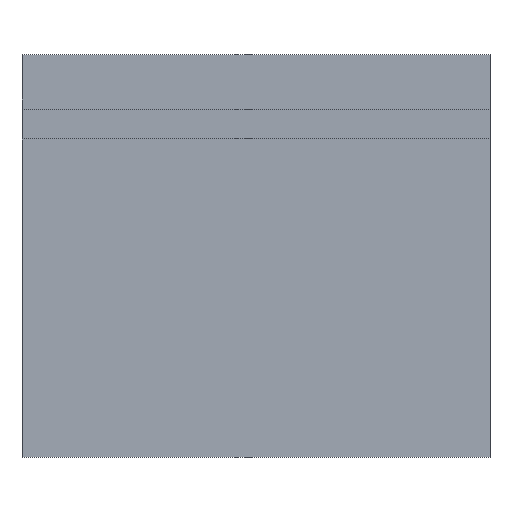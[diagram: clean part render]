
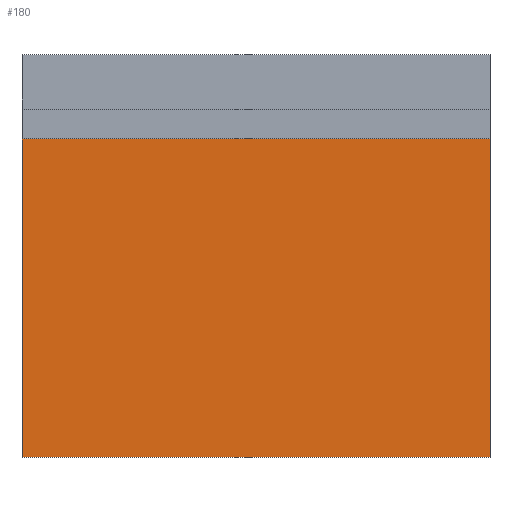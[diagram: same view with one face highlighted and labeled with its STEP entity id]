
A CAD part, left-side view. The second image highlights one B-rep face of the part: STEP entity #180.
In plain terms, the highlighted planar face has unit normal (-1, 0, 0).
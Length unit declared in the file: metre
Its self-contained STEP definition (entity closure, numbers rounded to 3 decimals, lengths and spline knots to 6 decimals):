
#20=ORIENTED_EDGE('',*,*,#68,.T.);
#21=ORIENTED_EDGE('',*,*,#69,.T.);
#22=ORIENTED_EDGE('',*,*,#70,.F.);
#23=ORIENTED_EDGE('',*,*,#66,.F.);
#66=EDGE_CURVE('',#90,#91,#106,.T.);
#68=EDGE_CURVE('',#90,#92,#108,.T.);
#69=EDGE_CURVE('',#92,#93,#109,.T.);
#70=EDGE_CURVE('',#91,#93,#110,.T.);
#90=VERTEX_POINT('',#272);
#91=VERTEX_POINT('',#274);
#92=VERTEX_POINT('',#278);
#93=VERTEX_POINT('',#280);
#106=LINE('',#273,#130);
#108=LINE('',#277,#132);
#109=LINE('',#279,#133);
#110=LINE('',#281,#134);
#130=VECTOR('',#223,1.);
#132=VECTOR('',#227,1.);
#133=VECTOR('',#228,1.);
#134=VECTOR('',#229,1.);
#150=EDGE_LOOP('',(#20,#21,#22,#23));
#160=FACE_BOUND('',#150,.T.);
#170=PLANE('',#203);
#180=ADVANCED_FACE('',(#160),#170,.F.);
#203=AXIS2_PLACEMENT_3D('',#276,#225,#226);
#223=DIRECTION('',(0.,-1.,0.));
#225=DIRECTION('',(1.,0.,0.));
#226=DIRECTION('',(0.,1.,0.));
#227=DIRECTION('',(0.,0.,-1.));
#228=DIRECTION('',(0.,-1.,0.));
#229=DIRECTION('',(0.,0.,-1.));
#272=CARTESIAN_POINT('',(-0.007,0.006,0.018));
#273=CARTESIAN_POINT('',(-0.007,0.019,0.018));
#274=CARTESIAN_POINT('',(-0.007,-0.019,0.018));
#276=CARTESIAN_POINT('',(-0.007,0.,0.022));
#277=CARTESIAN_POINT('',(-0.007,0.006,0.022));
#278=CARTESIAN_POINT('',(-0.007,0.006,0.001));
#279=CARTESIAN_POINT('',(-0.007,0.,0.001));
#280=CARTESIAN_POINT('',(-0.007,-0.019,0.001));
#281=CARTESIAN_POINT('',(-0.007,-0.019,0.022));
